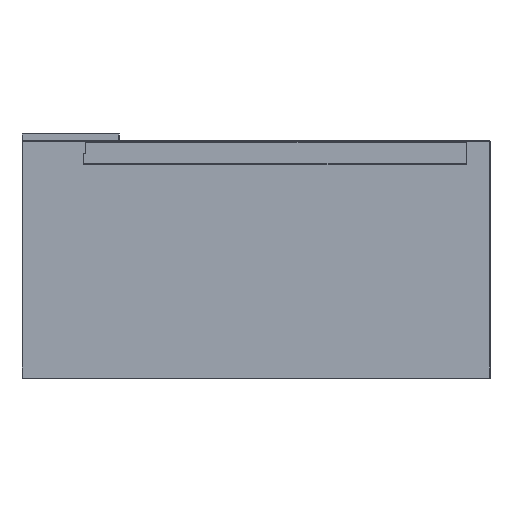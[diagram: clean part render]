
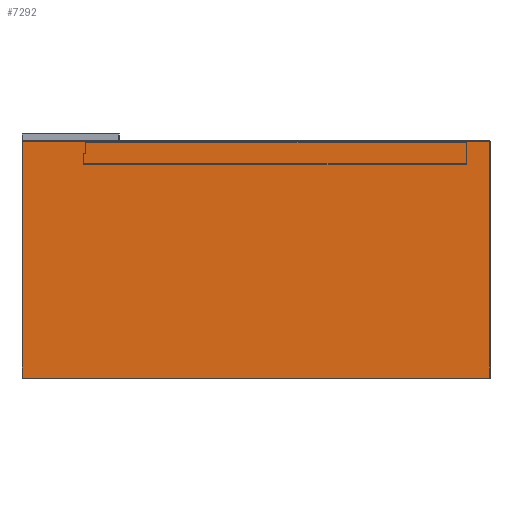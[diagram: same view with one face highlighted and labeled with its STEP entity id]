
A CAD part, left-side view. The second image highlights one B-rep face of the part: STEP entity #7292.
In plain terms, the highlighted planar face has unit normal (-1, 0, 0).
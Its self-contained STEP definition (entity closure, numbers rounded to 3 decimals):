
#668 = PLANE ( 'NONE',  #5860 ) ;
#947 = ORIENTED_EDGE ( 'NONE', *, *, #10242, .T. ) ;
#1660 = DIRECTION ( 'NONE',  ( 0., 1., 0. ) ) ;
#2072 = LINE ( 'NONE', #5479, #7664 ) ;
#2160 = DIRECTION ( 'NONE',  ( 0., -1., 0. ) ) ;
#2211 = LINE ( 'NONE', #9767, #3931 ) ;
#3147 = FACE_OUTER_BOUND ( 'NONE', #3508, .T. ) ;
#3300 = VERTEX_POINT ( 'NONE', #8081 ) ;
#3508 = EDGE_LOOP ( 'NONE', ( #3889, #947, #10495, #6874 ) ) ;
#3889 = ORIENTED_EDGE ( 'NONE', *, *, #4521, .T. ) ;
#3931 = VECTOR ( 'NONE', #2160, 1000. ) ;
#4521 = EDGE_CURVE ( 'NONE', #4587, #6550, #7515, .T. ) ;
#4587 = VERTEX_POINT ( 'NONE', #10279 ) ;
#4841 = VERTEX_POINT ( 'NONE', #8284 ) ;
#4996 = DIRECTION ( 'NONE',  ( 1., 0., 0. ) ) ;
#5001 = VECTOR ( 'NONE', #1660, 1000. ) ;
#5272 = VECTOR ( 'NONE', #10840, 1000. ) ;
#5479 = CARTESIAN_POINT ( 'NONE',  ( -550., 1299., -100. ) ) ;
#5860 = AXIS2_PLACEMENT_3D ( 'NONE', #9197, #4996, #8375 ) ;
#6550 = VERTEX_POINT ( 'NONE', #10315 ) ;
#6636 = CARTESIAN_POINT ( 'NONE',  ( -550., 1., 0. ) ) ;
#6874 = ORIENTED_EDGE ( 'NONE', *, *, #10037, .T. ) ;
#7292 = ADVANCED_FACE ( 'Fl�che5', ( #3147 ), #668, .F. ) ;
#7515 = LINE ( 'NONE', #6636, #5272 ) ;
#7664 = VECTOR ( 'NONE', #8142, 1000. ) ;
#8081 = CARTESIAN_POINT ( 'NONE',  ( -550., 1299., -1. ) ) ;
#8142 = DIRECTION ( 'NONE',  ( 0., 0., -1. ) ) ;
#8284 = CARTESIAN_POINT ( 'NONE',  ( -550., 1299., -659. ) ) ;
#8375 = DIRECTION ( 'NONE',  ( 0., 0., -1. ) ) ;
#9197 = CARTESIAN_POINT ( 'NONE',  ( -550., 1300., -100. ) ) ;
#9575 = LINE ( 'NONE', #10088, #5001 ) ;
#9767 = CARTESIAN_POINT ( 'NONE',  ( -550., 1300., -659. ) ) ;
#10037 = EDGE_CURVE ( 'NONE', #4841, #4587, #2211, .T. ) ;
#10088 = CARTESIAN_POINT ( 'NONE',  ( -550., 1300., -1. ) ) ;
#10242 = EDGE_CURVE ( 'NONE', #6550, #3300, #9575, .T. ) ;
#10279 = CARTESIAN_POINT ( 'NONE',  ( -550., 1., -659. ) ) ;
#10315 = CARTESIAN_POINT ( 'NONE',  ( -550., 1., -1. ) ) ;
#10382 = EDGE_CURVE ( 'NONE', #3300, #4841, #2072, .T. ) ;
#10495 = ORIENTED_EDGE ( 'NONE', *, *, #10382, .T. ) ;
#10840 = DIRECTION ( 'NONE',  ( 0., 0., 1. ) ) ;
